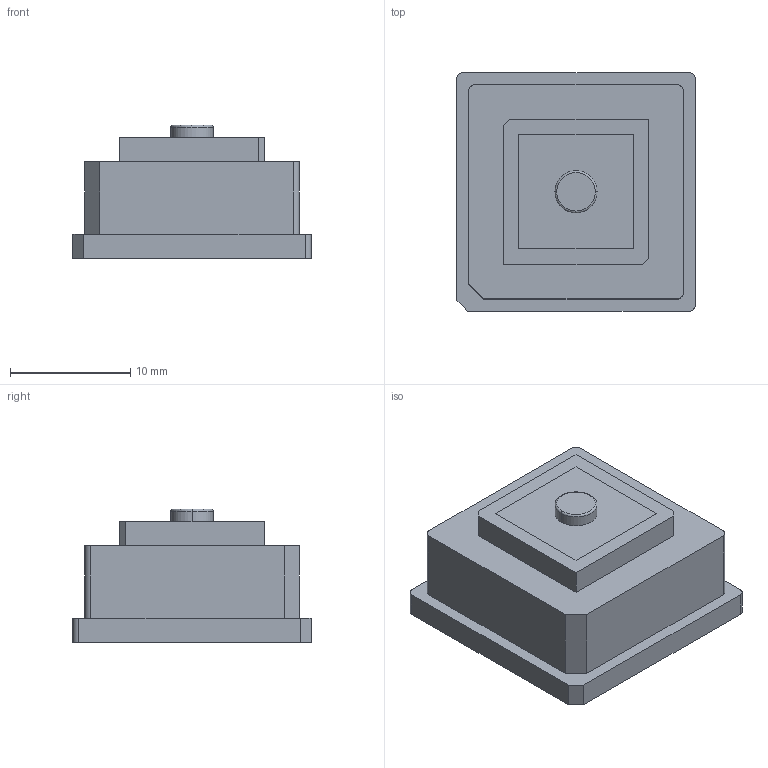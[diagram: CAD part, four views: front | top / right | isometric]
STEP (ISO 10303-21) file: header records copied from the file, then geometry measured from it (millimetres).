
FILE_DESCRIPTION (( 'STEP AP214' ), '1' );
FILE_NAME ('DAN-F10N-00B.STEP', '2025-08-13T14:43:53', ( '' ), ( '' ), 'SwSTEP 2.0', 'SolidWorks 2023', '' );
FILE_SCHEMA (( 'AUTOMOTIVE_DESIGN' ));
Length unit declared in the file: millimetre
Products named in the file (1): DAN-F10N-00B
Bounding box: 19.8 x 19.8 x 11.1 mm (x, y, z)
Volume: 2980.8 mm3; surface area: 1484.2 mm2
Topology: 1 solids, 1 shells, 532 faces, 1280 edges, 854 vertices
Faces by surface type: plane 522, cylinder 8, torus 2
Entity records: 21035 total; most frequent: CARTESIAN_POINT 2667, ORIENTED_EDGE 2560, DIRECTION 2366, EDGE_CURVE 1280, LINE 1260, VECTOR 1260, VERTEX_POINT 854, EDGE_LOOP 636
